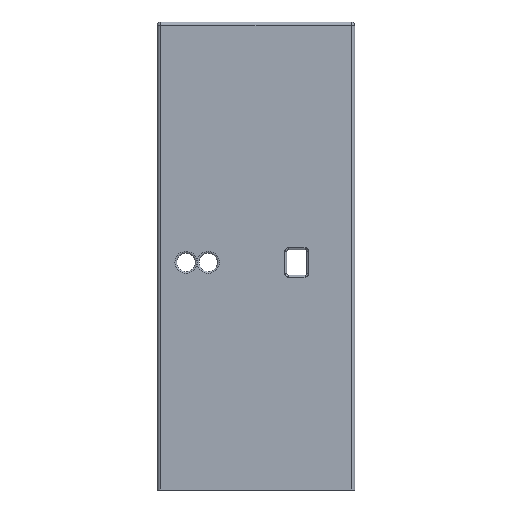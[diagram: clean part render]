
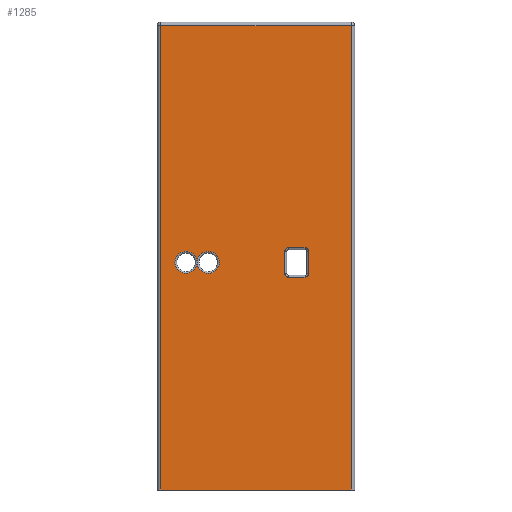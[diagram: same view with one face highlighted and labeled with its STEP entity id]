
A CAD part, left-side view. The second image highlights one B-rep face of the part: STEP entity #1285.
In plain terms, the highlighted planar face has unit normal (-1, 0, 0).
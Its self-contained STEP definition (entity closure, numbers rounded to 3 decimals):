
#22=FACE_BOUND('',#423,.T.);
#23=FACE_BOUND('',#424,.T.);
#24=FACE_BOUND('',#425,.T.);
#28=PLANE('',#1399);
#77=LINE('',#2010,#200);
#78=LINE('',#2012,#201);
#79=LINE('',#2014,#202);
#80=LINE('',#2015,#203);
#81=LINE('',#2022,#204);
#82=LINE('',#2026,#205);
#83=LINE('',#2030,#206);
#84=LINE('',#2033,#207);
#200=VECTOR('',#1581,10.);
#201=VECTOR('',#1582,10.);
#202=VECTOR('',#1583,10.);
#203=VECTOR('',#1584,10.);
#204=VECTOR('',#1589,10.);
#205=VECTOR('',#1592,10.);
#206=VECTOR('',#1595,10.);
#207=VECTOR('',#1598,10.);
#340=FACE_OUTER_BOUND('',#422,.T.);
#422=EDGE_LOOP('',(#915,#916,#917,#918));
#423=EDGE_LOOP('',(#919));
#424=EDGE_LOOP('',(#920,#921,#922,#923,#924,#925,#926,#927));
#425=EDGE_LOOP('',(#928));
#512=CIRCLE('',#1397,3.);
#514=CIRCLE('',#1400,3.);
#515=CIRCLE('',#1401,1.);
#516=CIRCLE('',#1402,1.);
#517=CIRCLE('',#1403,1.);
#518=CIRCLE('',#1404,1.);
#593=VERTEX_POINT('',#2004);
#594=VERTEX_POINT('',#2008);
#595=VERTEX_POINT('',#2009);
#596=VERTEX_POINT('',#2011);
#597=VERTEX_POINT('',#2013);
#598=VERTEX_POINT('',#2016);
#599=VERTEX_POINT('',#2018);
#600=VERTEX_POINT('',#2019);
#601=VERTEX_POINT('',#2021);
#602=VERTEX_POINT('',#2023);
#603=VERTEX_POINT('',#2025);
#604=VERTEX_POINT('',#2027);
#605=VERTEX_POINT('',#2029);
#606=VERTEX_POINT('',#2031);
#713=EDGE_CURVE('',#593,#593,#512,.T.);
#715=EDGE_CURVE('',#594,#595,#77,.T.);
#716=EDGE_CURVE('',#596,#594,#78,.T.);
#717=EDGE_CURVE('',#597,#596,#79,.T.);
#718=EDGE_CURVE('',#597,#595,#80,.T.);
#719=EDGE_CURVE('',#598,#598,#514,.T.);
#720=EDGE_CURVE('',#599,#600,#515,.T.);
#721=EDGE_CURVE('',#601,#599,#81,.T.);
#722=EDGE_CURVE('',#602,#601,#516,.T.);
#723=EDGE_CURVE('',#603,#602,#82,.T.);
#724=EDGE_CURVE('',#604,#603,#517,.T.);
#725=EDGE_CURVE('',#605,#604,#83,.T.);
#726=EDGE_CURVE('',#606,#605,#518,.T.);
#727=EDGE_CURVE('',#600,#606,#84,.T.);
#915=ORIENTED_EDGE('',*,*,#715,.F.);
#916=ORIENTED_EDGE('',*,*,#716,.F.);
#917=ORIENTED_EDGE('',*,*,#717,.F.);
#918=ORIENTED_EDGE('',*,*,#718,.T.);
#919=ORIENTED_EDGE('',*,*,#719,.F.);
#920=ORIENTED_EDGE('',*,*,#720,.F.);
#921=ORIENTED_EDGE('',*,*,#721,.F.);
#922=ORIENTED_EDGE('',*,*,#722,.F.);
#923=ORIENTED_EDGE('',*,*,#723,.F.);
#924=ORIENTED_EDGE('',*,*,#724,.F.);
#925=ORIENTED_EDGE('',*,*,#725,.F.);
#926=ORIENTED_EDGE('',*,*,#726,.F.);
#927=ORIENTED_EDGE('',*,*,#727,.F.);
#928=ORIENTED_EDGE('',*,*,#713,.F.);
#1285=ADVANCED_FACE('',(#340,#22,#23,#24),#28,.T.);
#1397=AXIS2_PLACEMENT_3D('',#2005,#1575,#1576);
#1399=AXIS2_PLACEMENT_3D('',#2007,#1579,#1580);
#1400=AXIS2_PLACEMENT_3D('',#2017,#1585,#1586);
#1401=AXIS2_PLACEMENT_3D('',#2020,#1587,#1588);
#1402=AXIS2_PLACEMENT_3D('',#2024,#1590,#1591);
#1403=AXIS2_PLACEMENT_3D('',#2028,#1593,#1594);
#1404=AXIS2_PLACEMENT_3D('',#2032,#1596,#1597);
#1575=DIRECTION('center_axis',(-1.,0.,0.));
#1576=DIRECTION('ref_axis',(0.,0.,
-1.));
#1579=DIRECTION('center_axis',(-1.,0.,0.));
#1580=DIRECTION('ref_axis',(0.,1.,0.));
#1581=DIRECTION('',(0.,0.,-1.));
#1582=DIRECTION('',(0.,-1.,0.));
#1583=DIRECTION('',(0.,0.,1.));
#1584=DIRECTION('',(0.,-1.,0.));
#1585=DIRECTION('center_axis',(-1.,0.,0.));
#1586=DIRECTION('ref_axis',(0.,0.,
-1.));
#1587=DIRECTION('center_axis',(-1.,0.,0.));
#1588=DIRECTION('ref_axis',(0.,-0.707,-0.707));
#1589=DIRECTION('',(0.,-1.,0.));
#1590=DIRECTION('center_axis',(-1.,0.,0.));
#1591=DIRECTION('ref_axis',(0.,0.707,-0.707));
#1592=DIRECTION('',(0.,0.,-1.));
#1593=DIRECTION('center_axis',(-1.,0.,0.));
#1594=DIRECTION('ref_axis',(0.,0.707,0.707));
#1595=DIRECTION('',(0.,1.,0.));
#1596=DIRECTION('center_axis',(-1.,0.,0.));
#1597=DIRECTION('ref_axis',(0.,-0.707,0.707));
#1598=DIRECTION('',(0.,0.,1.));
#2004=CARTESIAN_POINT('',(-9.9,-3.18,-58.));
#2005=CARTESIAN_POINT('Origin',(-9.9,-3.18,-61.));
#2007=CARTESIAN_POINT('Origin',(-9.9,-49.15,0.));
#2008=CARTESIAN_POINT('',(-9.9,-48.15,3.5));
#2009=CARTESIAN_POINT('',(-9.9,-48.15,-123.));
#2010=CARTESIAN_POINT('',(-9.9,-48.15,0.));
#2011=CARTESIAN_POINT('',(-9.9,3.65,3.5));
#2012=CARTESIAN_POINT('',(-9.9,-35.7,3.5));
#2013=CARTESIAN_POINT('',(-9.9,3.65,-123.));
#2014=CARTESIAN_POINT('',(-9.9,3.65,0.));
#2015=CARTESIAN_POINT('',(-9.9,-35.7,-123.));
#2016=CARTESIAN_POINT('',(-9.9,-9.23,-58.));
#2017=CARTESIAN_POINT('Origin',(-9.9,-9.23,-61.));
#2018=CARTESIAN_POINT('',(-9.9,-35.6,-65.));
#2019=CARTESIAN_POINT('',(-9.9,-36.6,-64.));
#2020=CARTESIAN_POINT('Origin',(-9.9,-35.6,-64.));
#2021=CARTESIAN_POINT('',(-9.9,-31.1,-65.));
#2022=CARTESIAN_POINT('',(-9.9,-39.875,-65.));
#2023=CARTESIAN_POINT('',(-9.9,-30.1,-64.));
#2024=CARTESIAN_POINT('Origin',(-9.9,-31.1,-64.));
#2025=CARTESIAN_POINT('',(-9.9,-30.1,-58.));
#2026=CARTESIAN_POINT('',(-9.9,-30.1,-28.75));
#2027=CARTESIAN_POINT('',(-9.9,-31.1,-57.));
#2028=CARTESIAN_POINT('Origin',(-9.9,-31.1,-58.));
#2029=CARTESIAN_POINT('',(-9.9,-35.6,-57.));
#2030=CARTESIAN_POINT('',(-9.9,-42.625,-57.));
#2031=CARTESIAN_POINT('',(-9.9,-36.6,-58.));
#2032=CARTESIAN_POINT('Origin',(-9.9,-35.6,-58.));
#2033=CARTESIAN_POINT('',(-9.9,-36.6,-32.25));
